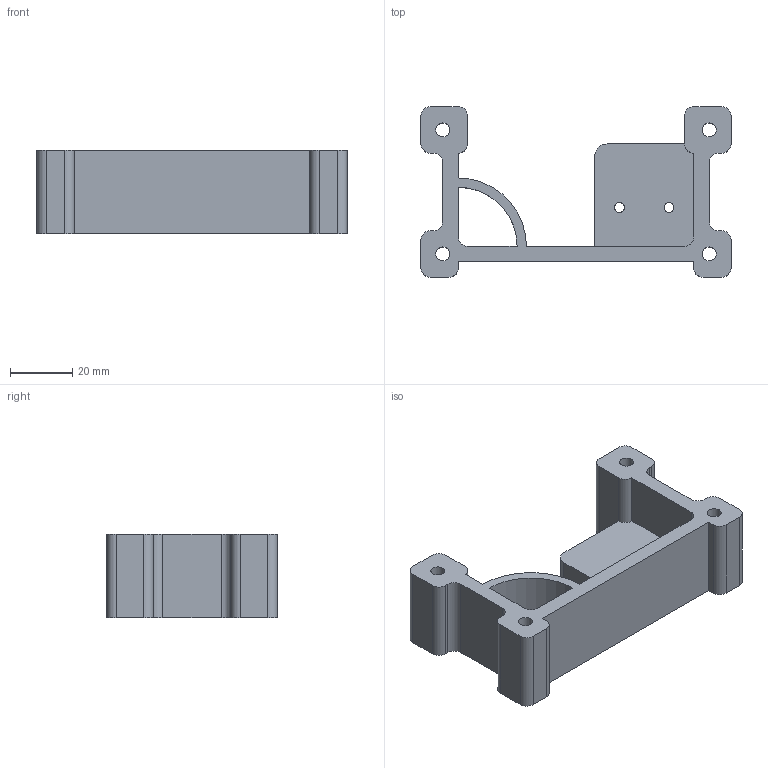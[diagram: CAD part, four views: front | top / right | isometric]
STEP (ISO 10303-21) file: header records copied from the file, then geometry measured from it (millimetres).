
FILE_DESCRIPTION(('FreeCAD Model'),'2;1');
FILE_NAME('x_tower_left.step','2015-03-07T19:18:23',('Author'),(''), 'Open CASCADE STEP processor 6.7','FreeCAD','Unknown');
FILE_SCHEMA(('AUTOMOTIVE_DESIGN_CC2 { 1 2 10303 214 -1 1 5 4 }'));
Length unit declared in the file: millimetre
Products named in the file (1): x_tower_left001
Bounding box: 100 x 55 x 27 mm (x, y, z)
Volume: 49628.3 mm3; surface area: 19678.1 mm2
Topology: 1 solids, 1 shells, 58 faces, 171 edges, 115 vertices
Faces by surface type: plane 29, cylinder 29
Full cylindrical faces by diameter (mm): 3.2 x2, 4.5 x4
Entity records: 4277 total; most frequent: CARTESIAN_POINT 783, DIRECTION 673, LINE 397, VECTOR 397, ORIENTED_EDGE 342, PCURVE 342, DEFINITIONAL_REPRESENTATION 342, EDGE_CURVE 171
